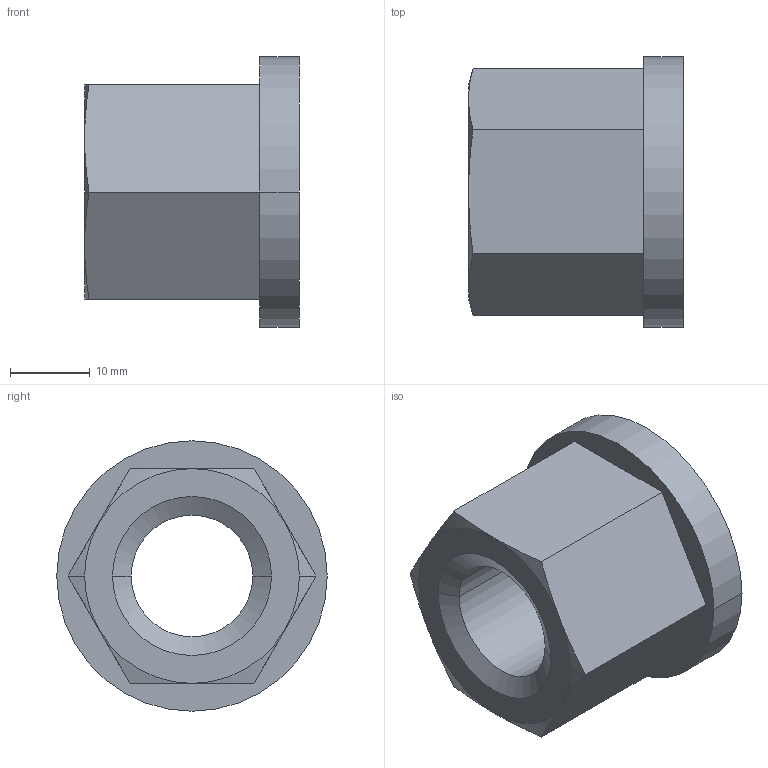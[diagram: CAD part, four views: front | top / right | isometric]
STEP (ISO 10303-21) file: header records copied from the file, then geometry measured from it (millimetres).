
FILE_DESCRIPTION( ( '' ), '1' );
FILE_NAME( 'K0701.18.stp', '2012-10-29T14:13:09', ( '' ), ( '' ), ' ', ' ', ' ' );
FILE_SCHEMA( ( 'CONFIG_CONTROL_DESIGN' ) );
Length unit declared in the file: millimetre
Products named in the file (1): 1
Bounding box: 27 x 34 x 34 mm (x, y, z)
Volume: 13288.2 mm3; surface area: 5231.6 mm2
Topology: 1 solids, 1 shells, 25 faces, 54 edges, 32 vertices
Faces by surface type: cone 12, plane 9, cylinder 4
Entity records: 708 total; most frequent: CARTESIAN_POINT 136, DIRECTION 114, ORIENTED_EDGE 108, EDGE_CURVE 54, AXIS2_PLACEMENT_3D 46, VERTEX_POINT 32, EDGE_LOOP 28, ADVANCED_FACE 25
